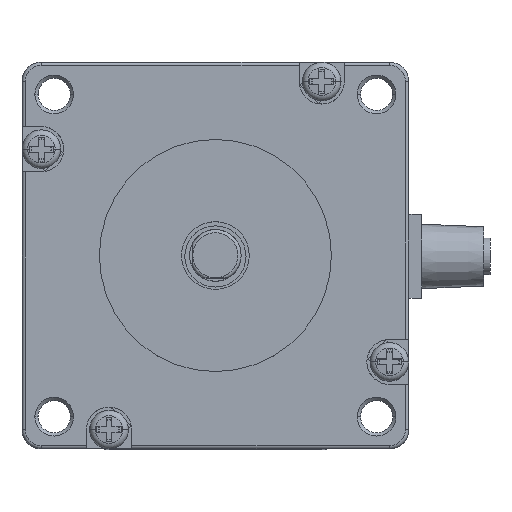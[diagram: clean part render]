
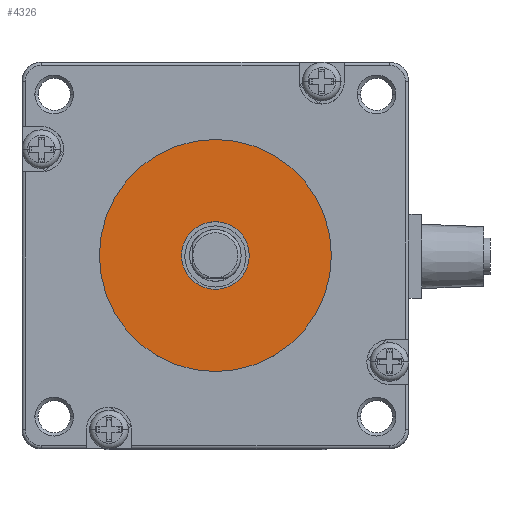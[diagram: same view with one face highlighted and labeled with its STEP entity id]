
A CAD part, top view. The second image highlights one B-rep face of the part: STEP entity #4326.
In plain terms, the highlighted planar face has unit normal (0, 0, 1).
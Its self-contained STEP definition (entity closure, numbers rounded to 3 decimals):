
#876=CARTESIAN_POINT('',(0.,0.,11.5));
#877=DIRECTION('',(0.,0.,1.));
#878=DIRECTION('',(1.,0.,0.));
#879=AXIS2_PLACEMENT_3D('',#876,#877,#878);
#884=CARTESIAN_POINT('',(0.,0.,11.5));
#885=DIRECTION('',(0.,0.,1.));
#886=DIRECTION('',(-1.,0.,0.));
#887=AXIS2_PLACEMENT_3D('',#884,#885,#886);
#892=CARTESIAN_POINT('',(0.,0.,11.5));
#893=DIRECTION('',(0.,0.,-1.));
#894=DIRECTION('',(-1.,0.,0.));
#895=AXIS2_PLACEMENT_3D('',#892,#893,#894);
#900=CARTESIAN_POINT('',(0.,0.,11.5));
#901=DIRECTION('',(0.,0.,-1.));
#902=DIRECTION('',(1.,0.,0.));
#903=AXIS2_PLACEMENT_3D('',#900,#901,#902);
#3164=CARTESIAN_POINT('',(18.,0.,11.5));
#3165=CARTESIAN_POINT('',(-18.,0.,11.5));
#3166=VERTEX_POINT('',#3164);
#3167=VERTEX_POINT('',#3165);
#3172=CARTESIAN_POINT('',(-5.25,0.,11.5));
#3173=CARTESIAN_POINT('',(5.25,0.,11.5));
#3174=VERTEX_POINT('',#3172);
#3175=VERTEX_POINT('',#3173);
#4311=CARTESIAN_POINT('',(0.,0.,11.5));
#4312=DIRECTION('',(0.,0.,1.));
#4313=DIRECTION('',(1.,0.,0.));
#4314=AXIS2_PLACEMENT_3D('',#4311,#4312,#4313);
#4315=PLANE('',#4314);
#4316=ORIENTED_EDGE('',*,*,#4291,.F.);
#4317=ORIENTED_EDGE('',*,*,#4305,.F.);
#4318=EDGE_LOOP('',(#4316,#4317));
#4319=FACE_OUTER_BOUND('',#4318,.F.);
#4321=ORIENTED_EDGE('',*,*,#4320,.F.);
#4323=ORIENTED_EDGE('',*,*,#4322,.F.);
#4324=EDGE_LOOP('',(#4321,#4323));
#4325=FACE_BOUND('',#4324,.F.);
#4326=ADVANCED_FACE('',(#4319,#4325),#4315,.T.);
#880=CIRCLE('',#879,18.);
#888=CIRCLE('',#887,18.);
#896=CIRCLE('',#895,5.25);
#904=CIRCLE('',#903,5.25);
#4291=EDGE_CURVE('',#3166,#3167,#880,.T.);
#4305=EDGE_CURVE('',#3167,#3166,#888,.T.);
#4320=EDGE_CURVE('',#3174,#3175,#896,.T.);
#4322=EDGE_CURVE('',#3175,#3174,#904,.T.);
